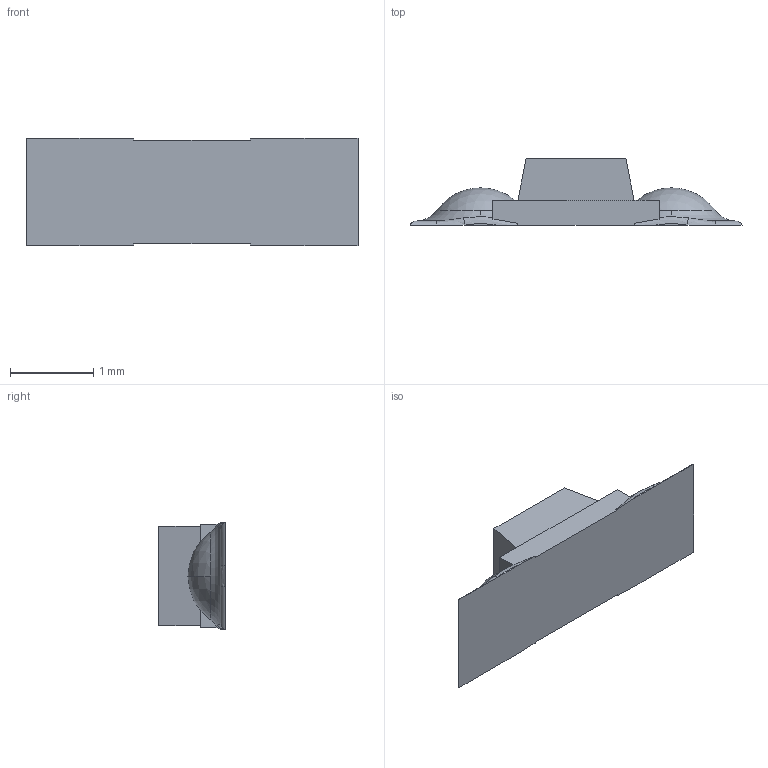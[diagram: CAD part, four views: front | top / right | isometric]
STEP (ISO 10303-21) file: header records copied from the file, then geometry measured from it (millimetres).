
FILE_DESCRIPTION (( 'STEP AP203' ), '1' );
FILE_NAME ('led_Default_sldprt.STEP', '2024-02-04T16:44:06', ( '' ), ( '' ), 'SwSTEP 2.0', 'SolidWorks 2023', '' );
FILE_SCHEMA (( 'CONFIG_CONTROL_DESIGN' ));
Length unit declared in the file: millimetre
Products named in the file (1): led_Default_sldprt
Bounding box: 4 x 0.8 x 1.3 mm (x, y, z)
Volume: 2.1 mm3; surface area: 18.2 mm2
Topology: 2 solids, 2 shells, 57 faces, 146 edges, 94 vertices
Faces by surface type: plane 27, cylinder 10, bspline 10, torus 6, sphere 4
Entity records: 2019 total; most frequent: CARTESIAN_POINT 646, ORIENTED_EDGE 292, DIRECTION 244, EDGE_CURVE 146, VERTEX_POINT 94, AXIS2_PLACEMENT_3D 92, VECTOR 60, LINE 60
